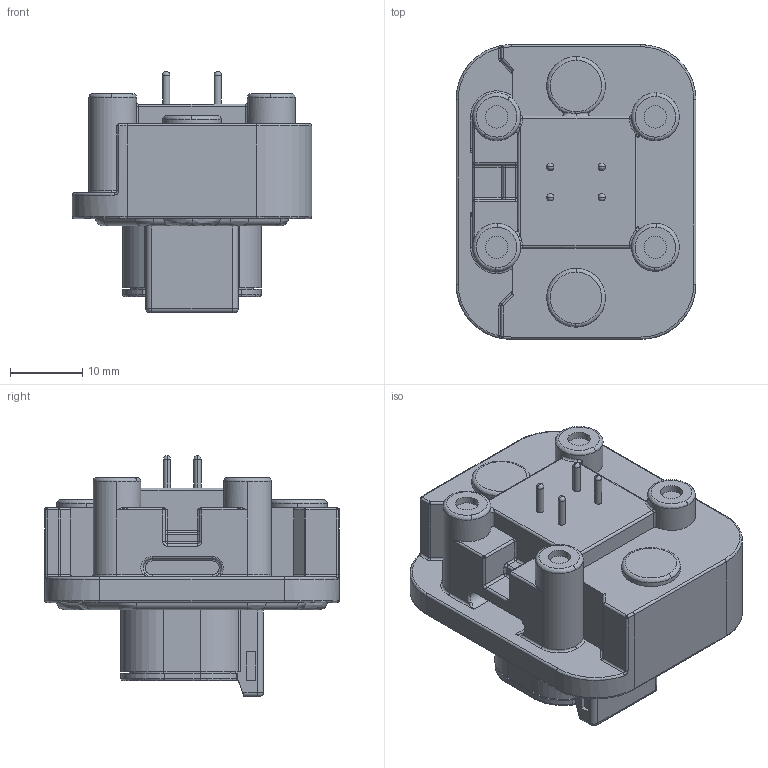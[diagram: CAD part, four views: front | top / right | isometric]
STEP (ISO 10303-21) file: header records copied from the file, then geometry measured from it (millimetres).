
FILE_DESCRIPTION (( 'STEP AP214' ), '1' );
FILE_NAME ('C-ATM15-4P-BM02_3D.STEP', '2018-08-31T13:45:39', ( '' ), ( '' ), 'SwSTEP 2.0', 'SolidWorks 2018', '' );
FILE_SCHEMA (( 'AUTOMOTIVE_DESIGN' ));
Length unit declared in the file: millimetre
Products named in the file (1): C-ATM15-4P-BM02_3D
Bounding box: 33.1 x 40.66 x 33.25 mm (x, y, z)
Volume: 17288.1 mm3; surface area: 7476.8 mm2
Topology: 1 solids, 4 shells, 632 faces, 1660 edges, 1014 vertices
Faces by surface type: cylinder 203, plane 203, bspline 196, cone 26, torus 4
Entity records: 23870 total; most frequent: CARTESIAN_POINT 9771, ORIENTED_EDGE 3222, DIRECTION 2576, EDGE_CURVE 1611, VERTEX_POINT 1014, AXIS2_PLACEMENT_3D 922, VECTOR 732, LINE 732
